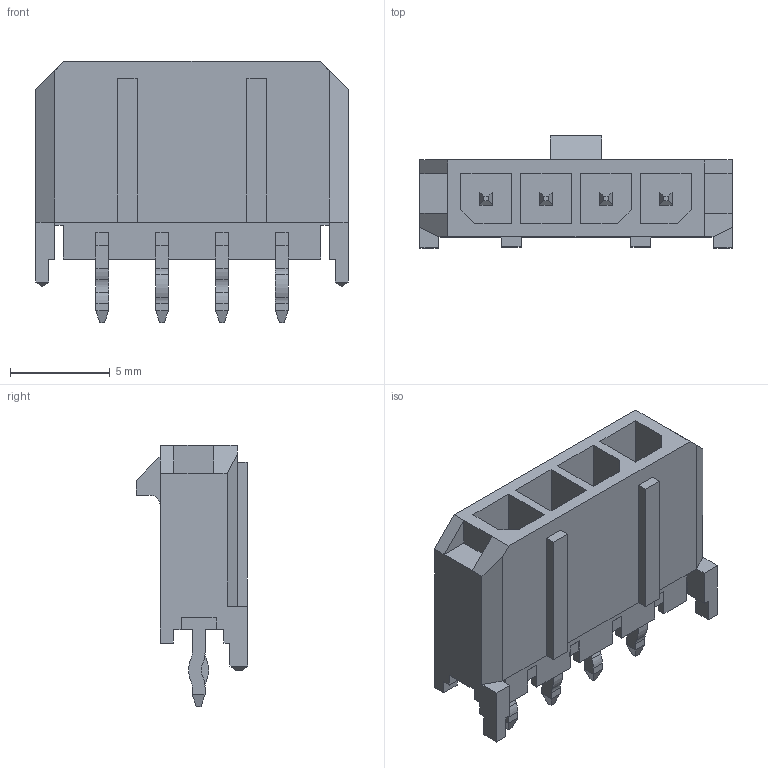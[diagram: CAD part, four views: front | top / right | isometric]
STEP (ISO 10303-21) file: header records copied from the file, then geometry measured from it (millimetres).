
FILE_DESCRIPTION(/* description */ (''),/* implementation_level */ '2;1');
FILE_NAME(/* name */ '436500415__MICROFITsingleRow4x1PIN.stp',/* time_stamp */ '2020-03-13T17:19:28+01:00',/* author */ ('franc'),/* organization */ (''),/* preprocessor_version */ 'ST-DEVELOPER v18',/* originating_system */ 'Autodesk Inventor 2020',/* authorisation */ '');
FILE_SCHEMA (('AUTOMOTIVE_DESIGN { 1 0 10303 214 3 1 1 }'));
Length unit declared in the file: millimetre
Products named in the file (1): 436500415__MICROFITsingleRow4x1PIN
Bounding box: 15.65 x 5.61 x 13.08 mm (x, y, z)
Volume: 391.5 mm3; surface area: 938.3 mm2
Topology: 2 solids, 2 shells, 298 faces, 789 edges, 504 vertices
Faces by surface type: plane 273, cylinder 25
Entity records: 9234 total; most frequent: CARTESIAN_POINT 1592, ORIENTED_EDGE 1578, DIRECTION 1437, EDGE_CURVE 789, LINE 739, VECTOR 739, VERTEX_POINT 504, AXIS2_PLACEMENT_3D 349
